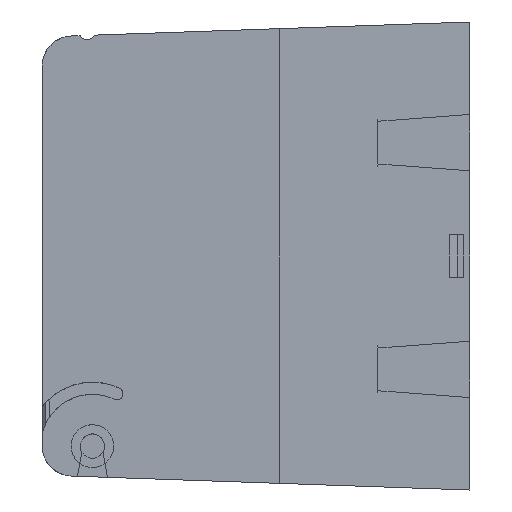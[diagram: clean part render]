
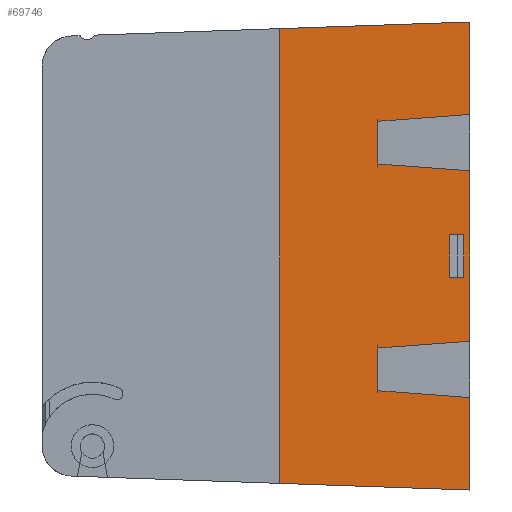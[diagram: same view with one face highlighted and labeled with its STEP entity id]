
A CAD part, left-side view. The second image highlights one B-rep face of the part: STEP entity #69746.
In plain terms, the highlighted planar face has unit normal (-1, 0, 0).
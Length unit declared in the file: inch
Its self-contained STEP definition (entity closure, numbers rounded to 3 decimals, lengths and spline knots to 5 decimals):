
#126 = LINE ( 'NONE', #38457, #33521 ) ;
#433 = EDGE_CURVE ( 'NONE', #62861, #87092, #7546, .T. ) ;
#1457 = CARTESIAN_POINT ( 'NONE',  ( -3.255, 0.133, -0.14 ) ) ;
#1501 = EDGE_CURVE ( 'NONE', #64777, #3027, #61977, .T. ) ;
#2337 = VERTEX_POINT ( 'NONE', #85698 ) ;
#3027 = VERTEX_POINT ( 'NONE', #52668 ) ;
#3301 = EDGE_CURVE ( 'NONE', #87092, #59795, #44458, .T. ) ;
#4338 = CARTESIAN_POINT ( 'NONE',  ( -3.255, 0., 0.93 ) ) ;
#7546 = LINE ( 'NONE', #64618, #7740 ) ;
#7740 = VECTOR ( 'NONE', #65086, 39.37008 ) ;
#9464 = DIRECTION ( 'NONE',  ( 0., 0., 1. ) ) ;
#9658 = DIRECTION ( 'NONE',  ( 0., 0., 1. ) ) ;
#10500 = VECTOR ( 'NONE', #9464, 39.37008 ) ;
#10818 = LINE ( 'NONE', #76917, #10500 ) ;
#12103 = VECTOR ( 'NONE', #36314, 39.37008 ) ;
#12540 = LINE ( 'NONE', #4338, #26781 ) ;
#15684 = ORIENTED_EDGE ( 'NONE', *, *, #433, .F. ) ;
#16201 = LINE ( 'NONE', #16983, #20579 ) ;
#16279 = EDGE_CURVE ( 'NONE', #21881, #58860, #126, .T. ) ;
#16464 = ORIENTED_EDGE ( 'NONE', *, *, #83105, .F. ) ;
#16941 = ORIENTED_EDGE ( 'NONE', *, *, #66886, .T. ) ;
#16983 = CARTESIAN_POINT ( 'NONE',  ( -3.255, 0.604, -0.56 ) ) ;
#17965 = EDGE_CURVE ( 'NONE', #45384, #22662, #16201, .T. ) ;
#20402 = FACE_OUTER_BOUND ( 'NONE', #25211, .T. ) ;
#20579 = VECTOR ( 'NONE', #9658, 39.37008 ) ;
#20942 = ORIENTED_EDGE ( 'NONE', *, *, #3301, .F. ) ;
#21881 = VERTEX_POINT ( 'NONE', #66110 ) ;
#22662 = VERTEX_POINT ( 'NONE', #79605 ) ;
#23420 = VECTOR ( 'NONE', #67066, 39.37008 ) ;
#24040 = VECTOR ( 'NONE', #63739, 39.37008 ) ;
#24132 = DIRECTION ( 'NONE',  ( 0., -1., 0. ) ) ;
#25211 = EDGE_LOOP ( 'NONE', ( #16941, #20942, #15684, #76933, #53173, #70602, #55296, #82478, #85475, #32218, #45315, #70726 ) ) ;
#25495 = CARTESIAN_POINT ( 'NONE',  ( -3.255, 0., 1.4375 ) ) ;
#25518 = CARTESIAN_POINT ( 'NONE',  ( -3.255, 0.604, -0.88523 ) ) ;
#25969 = VECTOR ( 'NONE', #71037, 39.37008 ) ;
#26781 = VECTOR ( 'NONE', #51819, 39.37008 ) ;
#26847 = LINE ( 'NONE', #50656, #25969 ) ;
#27116 = DIRECTION ( 'NONE',  ( -1., 0., 0. ) ) ;
#27239 = LINE ( 'NONE', #43321, #24040 ) ;
#29140 = CARTESIAN_POINT ( 'NONE',  ( -3.255, 1.25, 1.49391 ) ) ;
#29504 = VECTOR ( 'NONE', #51455, 39.37008 ) ;
#30744 = LINE ( 'NONE', #47063, #43276 ) ;
#32218 = ORIENTED_EDGE ( 'NONE', *, *, #63412, .F. ) ;
#33408 = LINE ( 'NONE', #76725, #12103 ) ;
#33521 = VECTOR ( 'NONE', #38354, 39.37008 ) ;
#34048 = EDGE_CURVE ( 'NONE', #81353, #39104, #12540, .T. ) ;
#35395 = DIRECTION ( 'NONE',  ( 0., -1., 0. ) ) ;
#36030 = VECTOR ( 'NONE', #84818, 39.37008 ) ;
#36239 = EDGE_CURVE ( 'NONE', #45384, #2337, #46661, .T. ) ;
#36267 = LINE ( 'NONE', #51321, #36030 ) ;
#36314 = DIRECTION ( 'NONE',  ( 0., 0.999, 0.035 ) ) ;
#36991 = VECTOR ( 'NONE', #24132, 39.37008 ) ;
#37160 = CARTESIAN_POINT ( 'NONE',  ( -3.255, 0., 1.4375 ) ) ;
#38354 = DIRECTION ( 'NONE',  ( 0., 0., 1. ) ) ;
#38457 = CARTESIAN_POINT ( 'NONE',  ( -3.255, 1.25, -0.5 ) ) ;
#39104 = VERTEX_POINT ( 'NONE', #79291 ) ;
#39347 = DIRECTION ( 'NONE',  ( 0., 0., -1. ) ) ;
#40251 = VECTOR ( 'NONE', #39347, 39.37008 ) ;
#40535 = DIRECTION ( 'NONE',  ( 0., 0., 1. ) ) ;
#42725 = FACE_BOUND ( 'NONE', #48389, .T. ) ;
#43276 = VECTOR ( 'NONE', #40535, 39.37008 ) ;
#43321 = CARTESIAN_POINT ( 'NONE',  ( -3.255, 0.04, -0.14 ) ) ;
#43567 = EDGE_CURVE ( 'NONE', #57941, #58860, #26847, .T. ) ;
#44458 = LINE ( 'NONE', #37160, #40251 ) ;
#44642 = CARTESIAN_POINT ( 'NONE',  ( -3.255, 0., 1.53756 ) ) ;
#44898 = LINE ( 'NONE', #25495, #84846 ) ;
#45315 = ORIENTED_EDGE ( 'NONE', *, *, #36239, .F. ) ;
#45384 = VERTEX_POINT ( 'NONE', #25518 ) ;
#46369 = VERTEX_POINT ( 'NONE', #48636 ) ;
#46661 = LINE ( 'NONE', #52918, #23420 ) ;
#46802 = ORIENTED_EDGE ( 'NONE', *, *, #1501, .F. ) ;
#47063 = CARTESIAN_POINT ( 'NONE',  ( -3.255, 0.133, -0.14 ) ) ;
#48389 = EDGE_LOOP ( 'NONE', ( #16464, #46802, #48984, #80881 ) ) ;
#48634 = EDGE_CURVE ( 'NONE', #51089, #74866, #67211, .T. ) ;
#48636 = CARTESIAN_POINT ( 'NONE',  ( -3.255, 0., -1.53756 ) ) ;
#48984 = ORIENTED_EDGE ( 'NONE', *, *, #71322, .T. ) ;
#50191 = CARTESIAN_POINT ( 'NONE',  ( -3.255, 0., -0.56 ) ) ;
#50656 = CARTESIAN_POINT ( 'NONE',  ( -3.255, 1.1485, 1.49745 ) ) ;
#51089 = VERTEX_POINT ( 'NONE', #63997 ) ;
#51321 = CARTESIAN_POINT ( 'NONE',  ( -3.255, 0., 1.4375 ) ) ;
#51455 = DIRECTION ( 'NONE',  ( 0., -0.997, 0.074 ) ) ;
#51819 = DIRECTION ( 'NONE',  ( 0., -0.997, 0.074 ) ) ;
#52668 = CARTESIAN_POINT ( 'NONE',  ( -3.255, 0.04, -0.14 ) ) ;
#52918 = CARTESIAN_POINT ( 'NONE',  ( -3.255, 0.62245, -0.88387 ) ) ;
#53173 = ORIENTED_EDGE ( 'NONE', *, *, #34048, .T. ) ;
#55296 = ORIENTED_EDGE ( 'NONE', *, *, #43567, .T. ) ;
#55520 = EDGE_CURVE ( 'NONE', #57941, #39104, #44898, .T. ) ;
#56417 = CARTESIAN_POINT ( 'NONE',  ( -3.255, 0.604, 0.88523 ) ) ;
#56694 = EDGE_CURVE ( 'NONE', #62861, #81353, #10818, .T. ) ;
#57504 = CARTESIAN_POINT ( 'NONE',  ( -3.255, 0., 0.56 ) ) ;
#57941 = VERTEX_POINT ( 'NONE', #44642 ) ;
#58225 = CARTESIAN_POINT ( 'NONE',  ( -3.255, 0., -0.56 ) ) ;
#58860 = VERTEX_POINT ( 'NONE', #29140 ) ;
#59795 = VERTEX_POINT ( 'NONE', #50191 ) ;
#61977 = LINE ( 'NONE', #62717, #36991 ) ;
#62717 = CARTESIAN_POINT ( 'NONE',  ( -3.255, 0.133, -0.14 ) ) ;
#62861 = VERTEX_POINT ( 'NONE', #64728 ) ;
#63412 = EDGE_CURVE ( 'NONE', #2337, #46369, #36267, .T. ) ;
#63739 = DIRECTION ( 'NONE',  ( 0., 0., 1. ) ) ;
#63997 = CARTESIAN_POINT ( 'NONE',  ( -3.255, 0.133, 0.14 ) ) ;
#64618 = CARTESIAN_POINT ( 'NONE',  ( -3.255, 0.51262, 0.59799 ) ) ;
#64728 = CARTESIAN_POINT ( 'NONE',  ( -3.255, 0.604, 0.60477 ) ) ;
#64777 = VERTEX_POINT ( 'NONE', #1457 ) ;
#65086 = DIRECTION ( 'NONE',  ( 0., -0.997, -0.074 ) ) ;
#66110 = CARTESIAN_POINT ( 'NONE',  ( -3.255, 1.25, -1.49391 ) ) ;
#66650 = VECTOR ( 'NONE', #35395, 39.37008 ) ;
#66886 = EDGE_CURVE ( 'NONE', #22662, #59795, #86201, .T. ) ;
#67066 = DIRECTION ( 'NONE',  ( 0., -0.997, -0.074 ) ) ;
#67211 = LINE ( 'NONE', #75178, #66650 ) ;
#67579 = CARTESIAN_POINT ( 'NONE',  ( -3.255, 0.594, -0.5 ) ) ;
#69746 = ADVANCED_FACE ( 'NONE', ( #20402, #42725 ), #80808, .T. ) ;
#70602 = ORIENTED_EDGE ( 'NONE', *, *, #55520, .F. ) ;
#70726 = ORIENTED_EDGE ( 'NONE', *, *, #17965, .T. ) ;
#71037 = DIRECTION ( 'NONE',  ( 0., 0.999, -0.035 ) ) ;
#71322 = EDGE_CURVE ( 'NONE', #64777, #51089, #30744, .T. ) ;
#72521 = DIRECTION ( 'NONE',  ( 0., 0., -1. ) ) ;
#74334 = DIRECTION ( 'NONE',  ( 0., 0., 1. ) ) ;
#74866 = VERTEX_POINT ( 'NONE', #84896 ) ;
#75178 = CARTESIAN_POINT ( 'NONE',  ( -3.255, 0.133, 0.14 ) ) ;
#76725 = CARTESIAN_POINT ( 'NONE',  ( -3.255, 1.1485, -1.49745 ) ) ;
#76917 = CARTESIAN_POINT ( 'NONE',  ( -3.255, 0.604, 0.56 ) ) ;
#76933 = ORIENTED_EDGE ( 'NONE', *, *, #56694, .T. ) ;
#79291 = CARTESIAN_POINT ( 'NONE',  ( -3.255, 0., 0.93 ) ) ;
#79605 = CARTESIAN_POINT ( 'NONE',  ( -3.255, 0.604, -0.60477 ) ) ;
#80808 = PLANE ( 'NONE',  #82071 ) ;
#80881 = ORIENTED_EDGE ( 'NONE', *, *, #48634, .T. ) ;
#81353 = VERTEX_POINT ( 'NONE', #56417 ) ;
#81421 = EDGE_CURVE ( 'NONE', #46369, #21881, #33408, .T. ) ;
#82071 = AXIS2_PLACEMENT_3D ( 'NONE', #67579, #27116, #74334 ) ;
#82478 = ORIENTED_EDGE ( 'NONE', *, *, #16279, .F. ) ;
#83105 = EDGE_CURVE ( 'NONE', #3027, #74866, #27239, .T. ) ;
#84818 = DIRECTION ( 'NONE',  ( 0., 0., -1. ) ) ;
#84846 = VECTOR ( 'NONE', #72521, 39.37008 ) ;
#84896 = CARTESIAN_POINT ( 'NONE',  ( -3.255, 0.04, 0.14 ) ) ;
#85475 = ORIENTED_EDGE ( 'NONE', *, *, #81421, .F. ) ;
#85698 = CARTESIAN_POINT ( 'NONE',  ( -3.255, 0., -0.93 ) ) ;
#86201 = LINE ( 'NONE', #58225, #29504 ) ;
#87092 = VERTEX_POINT ( 'NONE', #57504 ) ;
